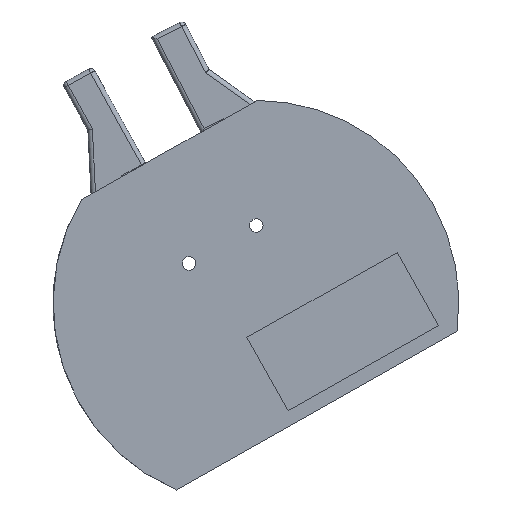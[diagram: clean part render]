
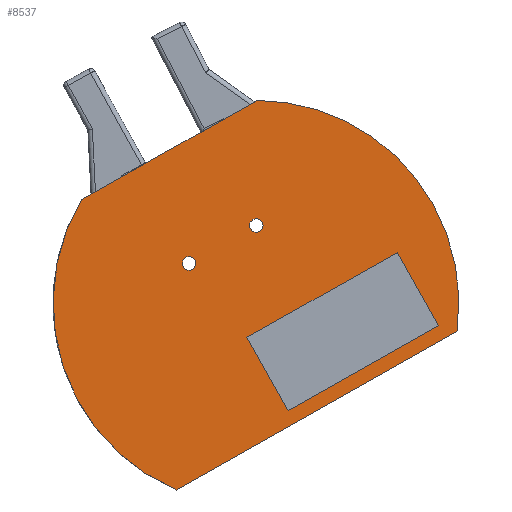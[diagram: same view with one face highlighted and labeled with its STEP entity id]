
A CAD part, left-side view. The second image highlights one B-rep face of the part: STEP entity #8537.
In plain terms, the highlighted face is planar.
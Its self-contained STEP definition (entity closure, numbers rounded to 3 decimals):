
#30 = CARTESIAN_POINT ( 'NONE',  ( 5.605, 5., 5.5 ) ) ;
#368 = AXIS2_PLACEMENT_3D ( 'NONE', #3689, #6813, #14883 ) ;
#437 = EDGE_CURVE ( 'NONE', #10368, #2624, #7310, .T. ) ;
#1223 = ORIENTED_EDGE ( 'NONE', *, *, #19828, .F. ) ;
#1517 = EDGE_CURVE ( 'NONE', #7225, #9811, #11480, .T. ) ;
#1889 = AXIS2_PLACEMENT_3D ( 'NONE', #17034, #2652, #4312 ) ;
#1928 = DIRECTION ( 'NONE',  ( 0., 0., 1. ) ) ;
#1981 = EDGE_LOOP ( 'NONE', ( #2818, #15897 ) ) ;
#2475 = VERTEX_POINT ( 'NONE', #10165 ) ;
#2616 = VERTEX_POINT ( 'NONE', #9497 ) ;
#2624 = VERTEX_POINT ( 'NONE', #18435 ) ;
#2652 = DIRECTION ( 'NONE',  ( 0., 1., 0. ) ) ;
#2818 = ORIENTED_EDGE ( 'NONE', *, *, #9100, .F. ) ;
#2900 = DIRECTION ( 'NONE',  ( -1., 0., 0. ) ) ;
#2985 = DIRECTION ( 'NONE',  ( 0., 0., -1. ) ) ;
#3041 = EDGE_CURVE ( 'NONE', #17670, #2616, #4689, .T. ) ;
#3049 = CIRCLE ( 'NONE', #12993, 1.5 ) ;
#3340 = EDGE_CURVE ( 'NONE', #2475, #14578, #19256, .T. ) ;
#3490 = FACE_BOUND ( 'NONE', #1981, .T. ) ;
#3661 = DIRECTION ( 'NONE',  ( 0., 0., 1. ) ) ;
#3689 = CARTESIAN_POINT ( 'NONE',  ( 0., 5., 0. ) ) ;
#3690 = VECTOR ( 'NONE', #10230, 1000. ) ;
#3762 = CARTESIAN_POINT ( 'NONE',  ( 0., 5., 0. ) ) ;
#4166 = DIRECTION ( 'NONE',  ( 0., 0., 1. ) ) ;
#4312 = DIRECTION ( 'NONE',  ( 0., 0., 1. ) ) ;
#4362 = CARTESIAN_POINT ( 'NONE',  ( -39.039, 5., 0. ) ) ;
#4608 = ORIENTED_EDGE ( 'NONE', *, *, #18553, .T. ) ;
#4676 = CARTESIAN_POINT ( 'NONE',  ( 0., 5., 5.5 ) ) ;
#4689 = CIRCLE ( 'NONE', #7664, 45. ) ;
#4714 = VERTEX_POINT ( 'NONE', #5584 ) ;
#5056 = CARTESIAN_POINT ( 'NONE',  ( 0., 5., 0. ) ) ;
#5436 = DIRECTION ( 'NONE',  ( 0., 1., 0. ) ) ;
#5499 = CARTESIAN_POINT ( 'NONE',  ( 24.205, 5., 5.5 ) ) ;
#5584 = CARTESIAN_POINT ( 'NONE',  ( -15., 5., -10.05 ) ) ;
#5648 = DIRECTION ( 'NONE',  ( 0., 0., 1. ) ) ;
#5796 = CARTESIAN_POINT ( 'NONE',  ( 24.205, 5., -32.8 ) ) ;
#5835 = DIRECTION ( 'NONE',  ( 0., 1., 0. ) ) ;
#6528 = AXIS2_PLACEMENT_3D ( 'NONE', #5056, #19335, #1928 ) ;
#6808 = ORIENTED_EDGE ( 'NONE', *, *, #20274, .T. ) ;
#6813 = DIRECTION ( 'NONE',  ( 0., 1., 0. ) ) ;
#7225 = VERTEX_POINT ( 'NONE', #17987 ) ;
#7310 = LINE ( 'NONE', #13645, #3690 ) ;
#7664 = AXIS2_PLACEMENT_3D ( 'NONE', #3762, #17854, #3661 ) ;
#7716 = EDGE_CURVE ( 'NONE', #4714, #10249, #3049, .T. ) ;
#8475 = VECTOR ( 'NONE', #15435, 1000. ) ;
#8511 = VECTOR ( 'NONE', #2985, 1000. ) ;
#8537 = ADVANCED_FACE ( 'NONE', ( #11074, #11382, #3490, #17366 ), #10032, .T. ) ;
#8826 = CARTESIAN_POINT ( 'NONE',  ( -15., 5., 8.55 ) ) ;
#8960 = VERTEX_POINT ( 'NONE', #16507 ) ;
#9100 = EDGE_CURVE ( 'NONE', #14578, #2475, #10217, .T. ) ;
#9123 = LINE ( 'NONE', #4362, #8475 ) ;
#9147 = ORIENTED_EDGE ( 'NONE', *, *, #10724, .F. ) ;
#9230 = CARTESIAN_POINT ( 'NONE',  ( -15., 5., 7.05 ) ) ;
#9470 = ORIENTED_EDGE ( 'NONE', *, *, #7716, .F. ) ;
#9497 = CARTESIAN_POINT ( 'NONE',  ( 0., 5., -45. ) ) ;
#9680 = DIRECTION ( 'NONE',  ( 0., 1., 0. ) ) ;
#9811 = VERTEX_POINT ( 'NONE', #11610 ) ;
#9909 = VERTEX_POINT ( 'NONE', #5796 ) ;
#9922 = EDGE_LOOP ( 'NONE', ( #9470, #1223 ) ) ;
#10032 = PLANE ( 'NONE',  #368 ) ;
#10037 = EDGE_CURVE ( 'NONE', #9811, #17670, #14190, .T. ) ;
#10165 = CARTESIAN_POINT ( 'NONE',  ( -15., 5., 10.05 ) ) ;
#10186 = AXIS2_PLACEMENT_3D ( 'NONE', #17544, #9680, #15981 ) ;
#10217 = CIRCLE ( 'NONE', #14525, 1.5 ) ;
#10230 = DIRECTION ( 'NONE',  ( 0., 0., -1. ) ) ;
#10249 = VERTEX_POINT ( 'NONE', #16812 ) ;
#10368 = VERTEX_POINT ( 'NONE', #30 ) ;
#10606 = EDGE_CURVE ( 'NONE', #9909, #12030, #17085, .T. ) ;
#10707 = CARTESIAN_POINT ( 'NONE',  ( -15., 5., 8.55 ) ) ;
#10724 = EDGE_CURVE ( 'NONE', #7225, #8960, #9123, .T. ) ;
#11051 = CARTESIAN_POINT ( 'NONE',  ( 0., 5., -32.8 ) ) ;
#11067 = EDGE_LOOP ( 'NONE', ( #19946, #14848, #4608, #17054 ) ) ;
#11074 = FACE_OUTER_BOUND ( 'NONE', #12919, .T. ) ;
#11382 = FACE_BOUND ( 'NONE', #9922, .T. ) ;
#11480 = CIRCLE ( 'NONE', #6528, 45. ) ;
#11610 = CARTESIAN_POINT ( 'NONE',  ( 27.375, 5., 35.716 ) ) ;
#12030 = VERTEX_POINT ( 'NONE', #5499 ) ;
#12629 = AXIS2_PLACEMENT_3D ( 'NONE', #8826, #5835, #4166 ) ;
#12919 = EDGE_LOOP ( 'NONE', ( #16357, #19989, #6808, #9147, #20186 ) ) ;
#12993 = AXIS2_PLACEMENT_3D ( 'NONE', #16398, #5436, #5648 ) ;
#13524 = DIRECTION ( 'NONE',  ( 0., 0., 1. ) ) ;
#13645 = CARTESIAN_POINT ( 'NONE',  ( 5.605, 5., 0. ) ) ;
#13826 = CIRCLE ( 'NONE', #1889, 1.5 ) ;
#14190 = LINE ( 'NONE', #17488, #8511 ) ;
#14525 = AXIS2_PLACEMENT_3D ( 'NONE', #10707, #15354, #13524 ) ;
#14578 = VERTEX_POINT ( 'NONE', #9230 ) ;
#14816 = VECTOR ( 'NONE', #15239, 1000. ) ;
#14848 = ORIENTED_EDGE ( 'NONE', *, *, #437, .T. ) ;
#14883 = DIRECTION ( 'NONE',  ( 0., 0., 1. ) ) ;
#15239 = DIRECTION ( 'NONE',  ( 0., 0., 1. ) ) ;
#15354 = DIRECTION ( 'NONE',  ( 0., 1., 0. ) ) ;
#15435 = DIRECTION ( 'NONE',  ( 0., 0., -1. ) ) ;
#15633 = VECTOR ( 'NONE', #19123, 1000. ) ;
#15747 = VECTOR ( 'NONE', #2900, 1000. ) ;
#15897 = ORIENTED_EDGE ( 'NONE', *, *, #3340, .F. ) ;
#15981 = DIRECTION ( 'NONE',  ( 0., 0., 1. ) ) ;
#16357 = ORIENTED_EDGE ( 'NONE', *, *, #10037, .T. ) ;
#16398 = CARTESIAN_POINT ( 'NONE',  ( -15., 5., -8.55 ) ) ;
#16507 = CARTESIAN_POINT ( 'NONE',  ( -39.039, 5., -22.383 ) ) ;
#16812 = CARTESIAN_POINT ( 'NONE',  ( -15., 5., -7.05 ) ) ;
#17034 = CARTESIAN_POINT ( 'NONE',  ( -15., 5., -8.55 ) ) ;
#17054 = ORIENTED_EDGE ( 'NONE', *, *, #10606, .T. ) ;
#17085 = LINE ( 'NONE', #18456, #14816 ) ;
#17135 = LINE ( 'NONE', #11051, #15633 ) ;
#17366 = FACE_BOUND ( 'NONE', #11067, .T. ) ;
#17488 = CARTESIAN_POINT ( 'NONE',  ( 27.375, 5., 0. ) ) ;
#17531 = CARTESIAN_POINT ( 'NONE',  ( 27.375, 5., -35.716 ) ) ;
#17544 = CARTESIAN_POINT ( 'NONE',  ( 0., 5., 0. ) ) ;
#17670 = VERTEX_POINT ( 'NONE', #17531 ) ;
#17854 = DIRECTION ( 'NONE',  ( 0., 1., 0. ) ) ;
#17987 = CARTESIAN_POINT ( 'NONE',  ( -39.039, 5., 22.383 ) ) ;
#18170 = LINE ( 'NONE', #4676, #15747 ) ;
#18435 = CARTESIAN_POINT ( 'NONE',  ( 5.605, 5., -32.8 ) ) ;
#18456 = CARTESIAN_POINT ( 'NONE',  ( 24.205, 5., 0. ) ) ;
#18553 = EDGE_CURVE ( 'NONE', #2624, #9909, #17135, .T. ) ;
#18785 = EDGE_CURVE ( 'NONE', #12030, #10368, #18170, .T. ) ;
#19115 = CIRCLE ( 'NONE', #10186, 45. ) ;
#19123 = DIRECTION ( 'NONE',  ( 1., 0., 0. ) ) ;
#19256 = CIRCLE ( 'NONE', #12629, 1.5 ) ;
#19335 = DIRECTION ( 'NONE',  ( 0., 1., 0. ) ) ;
#19828 = EDGE_CURVE ( 'NONE', #10249, #4714, #13826, .T. ) ;
#19946 = ORIENTED_EDGE ( 'NONE', *, *, #18785, .T. ) ;
#19989 = ORIENTED_EDGE ( 'NONE', *, *, #3041, .T. ) ;
#20186 = ORIENTED_EDGE ( 'NONE', *, *, #1517, .T. ) ;
#20274 = EDGE_CURVE ( 'NONE', #2616, #8960, #19115, .T. ) ;
